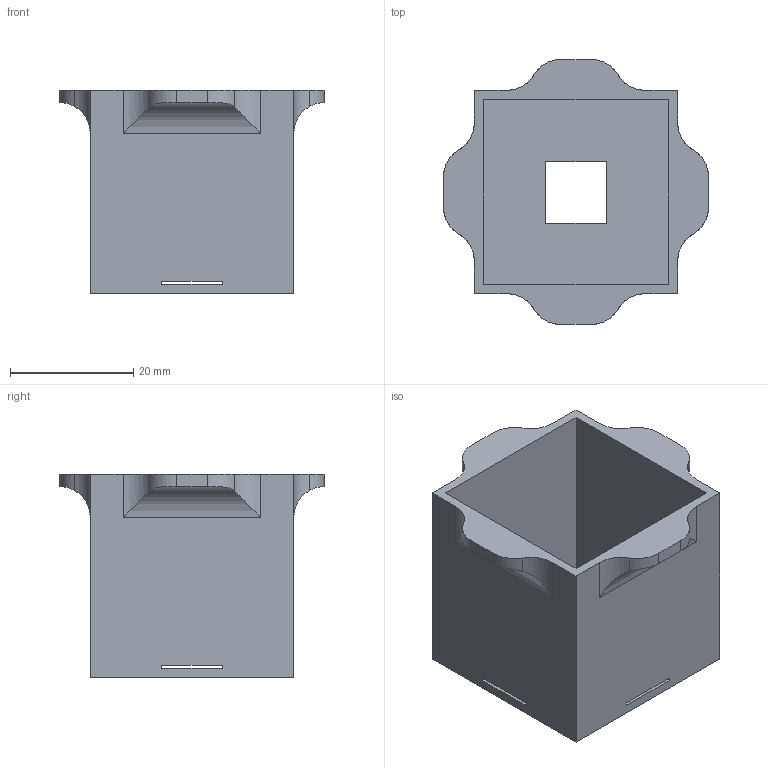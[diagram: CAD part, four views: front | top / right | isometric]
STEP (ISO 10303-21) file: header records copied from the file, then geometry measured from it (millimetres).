
FILE_DESCRIPTION(('CATIA V5 STEP','CAx-IF Rec.Pracs.--- Model Styling and Organization---1.2---2011-12-15'),'2;1');
FILE_NAME('Part6.stp','2014-05-28T13:25:48+00:00',('none'),('none'),'CATIA Version 5 Release 21 SP 2 (IN-10)','CATIA V5 STEP AP214','none');
FILE_SCHEMA(('AUTOMOTIVE_DESIGN { 1 0 10303 214 1 1 1 1 }'));
Length unit declared in the file: millimetre
Products named in the file (1): Part6
Bounding box: 43 x 43 x 33 mm (x, y, z)
Volume: 8313.3 mm3; surface area: 10714.6 mm2
Topology: 1 solids, 1 shells, 51 faces, 160 edges, 108 vertices
Faces by surface type: plane 31, cylinder 20
Entity records: 1848 total; most frequent: CARTESIAN_POINT 441, ORIENTED_EDGE 320, DIRECTION 232, EDGE_CURVE 160, VECTOR 128, LINE 128, VERTEX_POINT 108, AXIS2_PLACEMENT_3D 61
